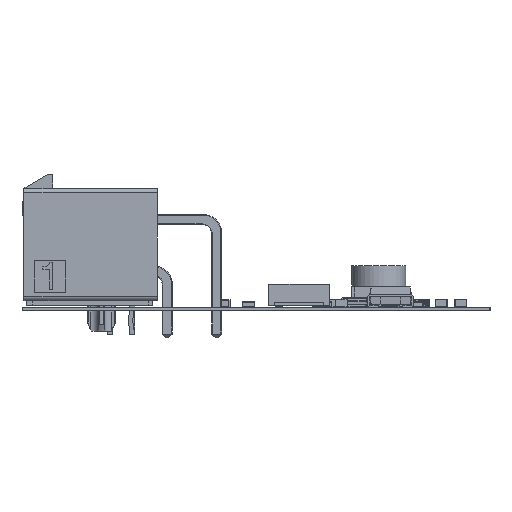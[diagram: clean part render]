
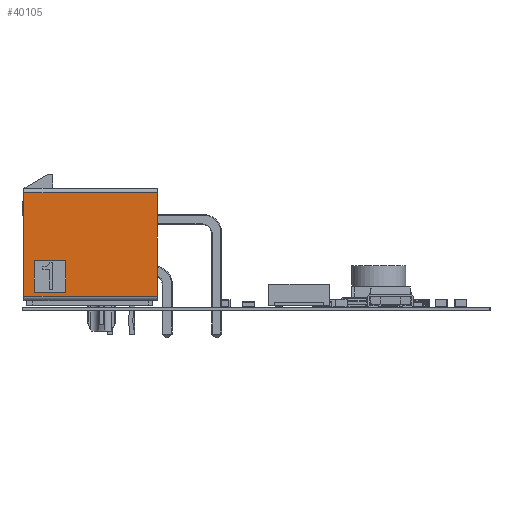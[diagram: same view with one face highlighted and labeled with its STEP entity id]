
A CAD part, left-side view. The second image highlights one B-rep face of the part: STEP entity #40105.
In plain terms, the highlighted planar face has unit normal (-1, 0, 0).
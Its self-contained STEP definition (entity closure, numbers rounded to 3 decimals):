
#39663 = VERTEX_POINT('',#39664);
#39664 = CARTESIAN_POINT('',(-15.821,8.201,
    -1.977));
#39671 = EDGE_CURVE('',#39663,#39672,#39674,.T.);
#39672 = VERTEX_POINT('',#39673);
#39673 = CARTESIAN_POINT('',(-15.821,-3.284,
    -1.977));
#39674 = LINE('',#39675,#39676);
#39675 = CARTESIAN_POINT('',(-15.821,8.201,
    -1.977));
#39676 = VECTOR('',#39677,1.);
#39677 = DIRECTION('',(0.,-1.,0.));
#40085 = VERTEX_POINT('',#40086);
#40086 = CARTESIAN_POINT('',(-15.821,8.201,12.823));
#40095 = EDGE_CURVE('',#39663,#40085,#40096,.T.);
#40096 = LINE('',#40097,#40098);
#40097 = CARTESIAN_POINT('',(-15.821,8.201,
    -1.977));
#40098 = VECTOR('',#40099,1.);
#40099 = DIRECTION('',(0.,0.,1.));
#40105 = ADVANCED_FACE('',(#40106,#40124),#40158,.T.);
#40106 = FACE_BOUND('',#40107,.F.);
#40107 = EDGE_LOOP('',(#40108,#40116,#40122,#40123));
#40108 = ORIENTED_EDGE('',*,*,#40109,.T.);
#40109 = EDGE_CURVE('',#40085,#40110,#40112,.T.);
#40110 = VERTEX_POINT('',#40111);
#40111 = CARTESIAN_POINT('',(-15.821,-3.284,12.823));
#40112 = LINE('',#40113,#40114);
#40113 = CARTESIAN_POINT('',(-15.821,8.201,12.823));
#40114 = VECTOR('',#40115,1.);
#40115 = DIRECTION('',(0.,-1.,0.));
#40116 = ORIENTED_EDGE('',*,*,#40117,.T.);
#40117 = EDGE_CURVE('',#40110,#39672,#40118,.T.);
#40118 = LINE('',#40119,#40120);
#40119 = CARTESIAN_POINT('',(-15.821,-3.284,12.823));
#40120 = VECTOR('',#40121,1.);
#40121 = DIRECTION('',(0.,0.,-1.));
#40122 = ORIENTED_EDGE('',*,*,#39671,.F.);
#40123 = ORIENTED_EDGE('',*,*,#40095,.T.);
#40124 = FACE_BOUND('',#40125,.F.);
#40125 = EDGE_LOOP('',(#40126,#40136,#40144,#40152));
#40126 = ORIENTED_EDGE('',*,*,#40127,.T.);
#40127 = EDGE_CURVE('',#40128,#40130,#40132,.T.);
#40128 = VERTEX_POINT('',#40129);
#40129 = CARTESIAN_POINT('',(-15.821,0.659,
    -0.827));
#40130 = VERTEX_POINT('',#40131);
#40131 = CARTESIAN_POINT('',(-15.821,-2.841,
    -0.827));
#40132 = LINE('',#40133,#40134);
#40133 = CARTESIAN_POINT('',(-15.821,0.659,
    -0.827));
#40134 = VECTOR('',#40135,1.);
#40135 = DIRECTION('',(0.,-1.,0.));
#40136 = ORIENTED_EDGE('',*,*,#40137,.T.);
#40137 = EDGE_CURVE('',#40130,#40138,#40140,.T.);
#40138 = VERTEX_POINT('',#40139);
#40139 = CARTESIAN_POINT('',(-15.821,-2.841,
    2.673));
#40140 = LINE('',#40141,#40142);
#40141 = CARTESIAN_POINT('',(-15.821,-2.841,
    -0.827));
#40142 = VECTOR('',#40143,1.);
#40143 = DIRECTION('',(0.,0.,1.));
#40144 = ORIENTED_EDGE('',*,*,#40145,.T.);
#40145 = EDGE_CURVE('',#40138,#40146,#40148,.T.);
#40146 = VERTEX_POINT('',#40147);
#40147 = CARTESIAN_POINT('',(-15.821,0.659,
    2.673));
#40148 = LINE('',#40149,#40150);
#40149 = CARTESIAN_POINT('',(-15.821,-2.841,
    2.673));
#40150 = VECTOR('',#40151,1.);
#40151 = DIRECTION('',(0.,1.,0.));
#40152 = ORIENTED_EDGE('',*,*,#40153,.T.);
#40153 = EDGE_CURVE('',#40146,#40128,#40154,.T.);
#40154 = LINE('',#40155,#40156);
#40155 = CARTESIAN_POINT('',(-15.821,0.659,
    2.673));
#40156 = VECTOR('',#40157,1.);
#40157 = DIRECTION('',(0.,0.,-1.));
#40158 = PLANE('',#40159);
#40159 = AXIS2_PLACEMENT_3D('',#40160,#40161,#40162);
#40160 = CARTESIAN_POINT('',(-15.821,-3.158,0.));
#40161 = DIRECTION('',(-1.,0.,0.));
#40162 = DIRECTION('',(0.,0.,-1.));
